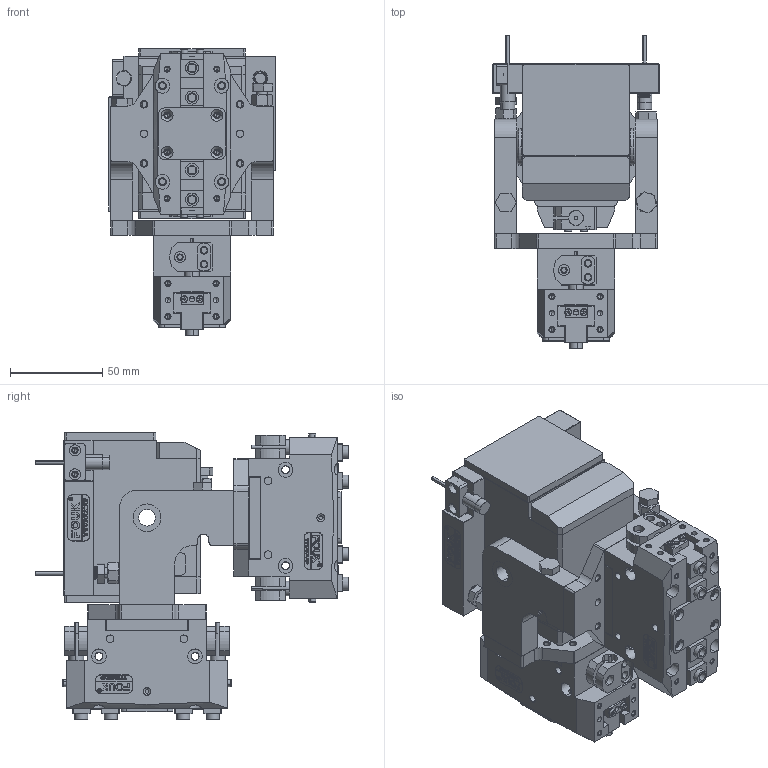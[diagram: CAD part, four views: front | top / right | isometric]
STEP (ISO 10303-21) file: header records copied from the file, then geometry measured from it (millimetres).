
FILE_DESCRIPTION (( 'STEP AP203' ), '1' );
FILE_NAME ('TE40-TR30-80-0¡ã.STEP', '2025-01-03T02:10:29', ( 'USER-' ), ( 'Microsoft' ), 'SwSTEP 2.0', 'SolidWorks 2018', '' );
FILE_SCHEMA (( 'CONFIG_CONTROL_DESIGN' ));
Length unit declared in the file: millimetre
Products named in the file (34): TE40; TE40杅耀.sldasm-Part-3; TE40-M12俋离.sldasm-Part-60; 揤輸蚾饜极; TR30-80 杅耀.sldasm-Part-19; 25x12-R3; TR30-80 杅耀.sldasm-Part-14; TR30-80 杅耀.sldasm-Part-25; TR30-80 杅耀.sldasm-Part-9; TE40杅耀.sldasm-Part-15; TR30-80 杅耀; TZ42-76杅耀.sldasm-Part-9; TR30-80 杅耀.sldasm-Part-11; 揤輸杅耀.sldasm-Part-9; TE40杅耀.sldasm-Part-4; 錨璃3^TR30-80 杅耀; TR30-80 杅耀.sldasm-Part-18; 鞠褒芛蹟邡 M6X20; 杶种; TE40杅耀.sldasm-Part-13; 20x10-R3; TE40杅耀.sldasm-Part-14; TR30-80 杅耀.sldasm-Part-4; TE40杅耀.sldasm-Part-6; TE40-TR30-80-0°; 0-TE40摆缸壳体-简易模型; TE40杅耀.sldasm-Part-12; 埴翐芛_GB_FASTENER_SCREWS_HSHCS M2X8-N; TE40杅耀.sldasm-Part-9; TE40杅耀.sldasm-Part-8; TE40杅耀.sldasm-Part-11; TR30-80-M-06 笢猾啣; TE40杅耀.sldasm-Part-7; hexagon nuts grade c gb_GB_FASTENER_NUT_SNC1 M6-N
Assembly tree (48 placements, depth 4):
  錨璃3^TR30-80 杅耀
  TE40-TR30-80-0°
    TE40
      TE40杅耀.sldasm-Part-3
      TE40杅耀.sldasm-Part-4
      TE40杅耀.sldasm-Part-6  x2
      TE40杅耀.sldasm-Part-7
      TE40杅耀.sldasm-Part-8
      TE40杅耀.sldasm-Part-9
      TE40杅耀.sldasm-Part-11
      TE40杅耀.sldasm-Part-12  x2
      TE40杅耀.sldasm-Part-13
      TE40杅耀.sldasm-Part-14
      TE40杅耀.sldasm-Part-15  x2
      TE40-M12俋离.sldasm-Part-60  x2
      TZ42-76杅耀.sldasm-Part-9  x2
      0-TE40摆缸壳体-简易模型
      25x12-R3
      鞠褒芛蹟邡 M6X20  x4
      hexagon nuts grade c gb_GB_FASTENER_NUT_SNC1 M6-N  x2
    TR30-80 杅耀  x2
      TR30-80 杅耀.sldasm-Part-4
      TR30-80 杅耀.sldasm-Part-9
      TR30-80 杅耀.sldasm-Part-11
      TR30-80 杅耀.sldasm-Part-14
      TR30-80 杅耀.sldasm-Part-18
      TR30-80 杅耀.sldasm-Part-19
      TR30-80 杅耀.sldasm-Part-25
      杶种
      20x10-R3
      揤輸蚾饜极
        揤輸杅耀.sldasm-Part-9
        埴翐芛_GB_FASTENER_SCREWS_HSHCS M2X8-N  x2
      TR30-80-M-06 笢猾啣
Bounding box: 90 x 169.3 x 155 mm (x, y, z)
Volume: 847297.5 mm3; surface area: 221880.3 mm2
Topology: 66 solids, 90 shells, 3701 faces, 9515 edges, 6077 vertices
Faces by surface type: plane 1664, cylinder 1062, cone 482, bspline 469, torus 24
Entity records: 84575 total; most frequent: CARTESIAN_POINT 30270, ORIENTED_EDGE 10822, DIRECTION 9632, EDGE_CURVE 5411, VERTEX_POINT 3512, VECTOR 3276, LINE 3276, AXIS2_PLACEMENT_3D 3178
